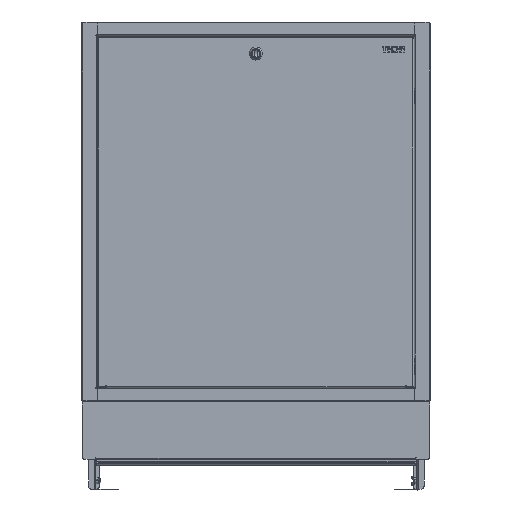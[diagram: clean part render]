
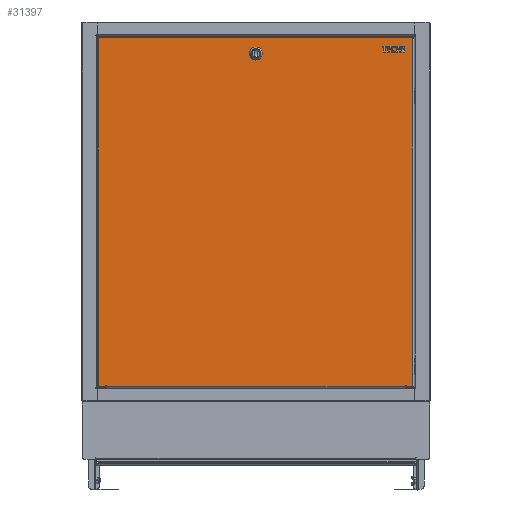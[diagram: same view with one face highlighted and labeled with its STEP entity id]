
A CAD part, top view. The second image highlights one B-rep face of the part: STEP entity #31397.
In plain terms, the highlighted face is planar.
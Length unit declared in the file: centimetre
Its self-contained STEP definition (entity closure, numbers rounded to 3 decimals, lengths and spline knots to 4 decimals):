
#5371=PLANE('',#33283);
#6086=CIRCLE('',#33281,0.15);
#6088=CIRCLE('',#33284,1.);
#6089=CIRCLE('',#33285,1.);
#6090=CIRCLE('',#33286,0.15);
#6091=CIRCLE('',#33287,0.15);
#6092=CIRCLE('',#33288,0.15);
#8273=VERTEX_POINT('',#47135);
#8275=VERTEX_POINT('',#47169);
#8300=VERTEX_POINT('',#47252);
#8302=VERTEX_POINT('',#47258);
#8303=VERTEX_POINT('',#47259);
#8304=VERTEX_POINT('',#47261);
#8305=VERTEX_POINT('',#47263);
#8306=VERTEX_POINT('',#47266);
#8307=VERTEX_POINT('',#47268);
#8308=VERTEX_POINT('',#47270);
#8309=VERTEX_POINT('',#47272);
#8310=VERTEX_POINT('',#47274);
#8311=VERTEX_POINT('',#47276);
#8312=VERTEX_POINT('',#47278);
#11291=VECTOR('',#38595,1.);
#11311=VECTOR('',#38669,1.);
#11312=VECTOR('',#38672,1.);
#11313=VECTOR('',#38675,1.);
#11314=VECTOR('',#38676,1.);
#11315=VECTOR('',#38679,1.);
#11316=VECTOR('',#38682,1.);
#11317=VECTOR('',#38683,1.);
#14276=LINE('',#47185,#11291);
#14296=LINE('',#47260,#11311);
#14297=LINE('',#47264,#11312);
#14298=LINE('',#47267,#11313);
#14299=LINE('',#47269,#11314);
#14300=LINE('',#47273,#11315);
#14301=LINE('',#47277,#11316);
#14302=LINE('',#47279,#11317);
#17792=EDGE_CURVE('',#8273,#8275,#14276,.T.);
#17824=EDGE_CURVE('',#8300,#8275,#6086,.T.);
#17827=EDGE_CURVE('',#8302,#8303,#6088,.T.);
#17828=EDGE_CURVE('',#8304,#8302,#14296,.T.);
#17829=EDGE_CURVE('',#8305,#8304,#6089,.T.);
#17830=EDGE_CURVE('',#8303,#8305,#14297,.T.);
#17831=EDGE_CURVE('',#8273,#8306,#6090,.T.);
#17832=EDGE_CURVE('',#8307,#8306,#14298,.T.);
#17833=EDGE_CURVE('',#8308,#8307,#14299,.T.);
#17834=EDGE_CURVE('',#8308,#8309,#6091,.T.);
#17835=EDGE_CURVE('',#8310,#8309,#14300,.T.);
#17836=EDGE_CURVE('',#8310,#8311,#6092,.T.);
#17837=EDGE_CURVE('',#8312,#8311,#14301,.T.);
#17838=EDGE_CURVE('',#8300,#8312,#14302,.T.);
#24570=ORIENTED_EDGE('',*,*,#17827,.F.);
#24571=ORIENTED_EDGE('',*,*,#17828,.F.);
#24572=ORIENTED_EDGE('',*,*,#17829,.F.);
#24573=ORIENTED_EDGE('',*,*,#17830,.F.);
#24574=ORIENTED_EDGE('',*,*,#17792,.F.);
#24575=ORIENTED_EDGE('',*,*,#17831,.T.);
#24576=ORIENTED_EDGE('',*,*,#17832,.F.);
#24577=ORIENTED_EDGE('',*,*,#17833,.F.);
#24578=ORIENTED_EDGE('',*,*,#17834,.T.);
#24579=ORIENTED_EDGE('',*,*,#17835,.F.);
#24580=ORIENTED_EDGE('',*,*,#17836,.T.);
#24581=ORIENTED_EDGE('',*,*,#17837,.F.);
#24582=ORIENTED_EDGE('',*,*,#17838,.F.);
#24583=ORIENTED_EDGE('',*,*,#17824,.T.);
#28124=EDGE_LOOP('',(#24570,#24571,#24572,#24573));
#28125=EDGE_LOOP('',(#24574,#24575,#24576,#24577,#24578,#24579,#24580,#24581,
#24582,#24583));
#29928=FACE_BOUND('',#28124,.T.);
#29929=FACE_BOUND('',#28125,.T.);
#31397=ADVANCED_FACE('',(#29928,#29929),#5371,.F.);
#33281=AXIS2_PLACEMENT_3D('',#47251,#38661,#38662);
#33283=AXIS2_PLACEMENT_3D('',#47256,#38666,$);
#33284=AXIS2_PLACEMENT_3D('',#47257,#38667,#38668);
#33285=AXIS2_PLACEMENT_3D('',#47262,#38670,#38671);
#33286=AXIS2_PLACEMENT_3D('',#47265,#38673,#38674);
#33287=AXIS2_PLACEMENT_3D('',#47271,#38677,#38678);
#33288=AXIS2_PLACEMENT_3D('',#47275,#38680,#38681);
#38595=DIRECTION('',(1.,0.,0.));
#38661=DIRECTION('',(0.,0.,1.));
#38662=DIRECTION('',(0.15,0.,0.));
#38666=DIRECTION('',(0.,0.,1.));
#38667=DIRECTION('',(0.,0.,-1.));
#38668=DIRECTION('',(1.,0.,0.));
#38669=DIRECTION('',(0.,1.,0.));
#38670=DIRECTION('',(0.,0.,-1.));
#38671=DIRECTION('',(1.,0.,0.));
#38672=DIRECTION('',(0.,-1.,0.));
#38673=DIRECTION('',(0.,0.,1.));
#38674=DIRECTION('',(0.15,0.,0.));
#38675=DIRECTION('',(1.,0.,0.));
#38676=DIRECTION('',(0.,-1.,0.));
#38677=DIRECTION('',(0.,0.,1.));
#38678=DIRECTION('',(0.15,0.,0.));
#38679=DIRECTION('',(-1.,0.,0.));
#38680=DIRECTION('',(0.,0.,1.));
#38681=DIRECTION('',(0.15,0.,0.));
#38682=DIRECTION('',(0.,1.,0.));
#38683=DIRECTION('',(1.,0.,0.));
#47135=CARTESIAN_POINT('',(3.1414,2.75,0.));
#47169=CARTESIAN_POINT('',(52.9586,2.75,0.));
#47185=CARTESIAN_POINT('',(28.05,2.75,0.));
#47251=CARTESIAN_POINT('',(53.1,2.8,0.));
#47252=CARTESIAN_POINT('',(53.25,2.8,0.));
#47256=CARTESIAN_POINT('',(28.05,31.5,0.));
#47257=CARTESIAN_POINT('',(28.05,58.38,0.));
#47258=CARTESIAN_POINT('',(27.2,58.9068,0.));
#47259=CARTESIAN_POINT('',(28.9,58.9068,0.));
#47260=CARTESIAN_POINT('',(27.2,57.8532,0.));
#47261=CARTESIAN_POINT('',(27.2,57.8532,0.));
#47262=CARTESIAN_POINT('',(28.05,58.38,0.));
#47263=CARTESIAN_POINT('',(28.9,57.8532,0.));
#47264=CARTESIAN_POINT('',(28.9,58.9068,0.));
#47265=CARTESIAN_POINT('',(3.,2.8,0.));
#47266=CARTESIAN_POINT('',(2.85,2.8,0.));
#47267=CARTESIAN_POINT('',(3.,2.8,0.));
#47268=CARTESIAN_POINT('',(1.83,2.8,0.));
#47269=CARTESIAN_POINT('',(1.83,31.725,0.));
#47270=CARTESIAN_POINT('',(1.83,61.0252,0.));
#47271=CARTESIAN_POINT('',(1.7,61.1,0.));
#47272=CARTESIAN_POINT('',(1.8446,61.06,0.));
#47273=CARTESIAN_POINT('',(28.05,61.06,0.));
#47274=CARTESIAN_POINT('',(54.2554,61.06,0.));
#47275=CARTESIAN_POINT('',(54.4,61.1,0.));
#47276=CARTESIAN_POINT('',(54.27,61.0252,0.));
#47277=CARTESIAN_POINT('',(54.27,31.725,0.));
#47278=CARTESIAN_POINT('',(54.27,2.8,0.));
#47279=CARTESIAN_POINT('',(55.8,2.8,0.));
